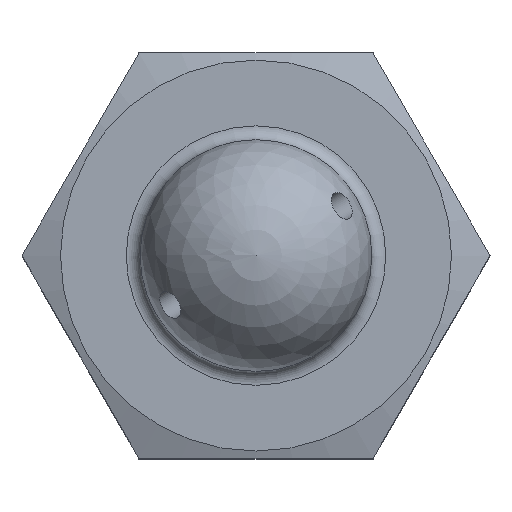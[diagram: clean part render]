
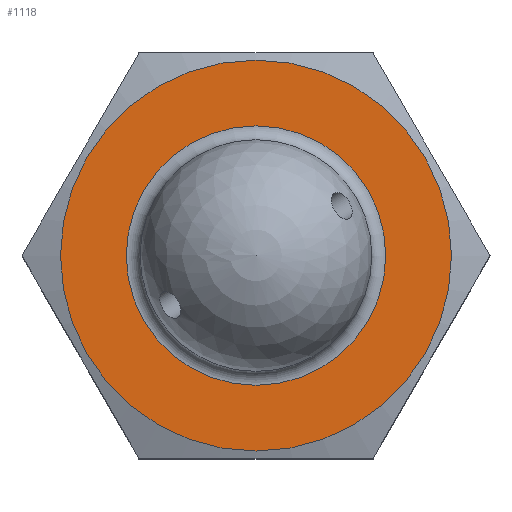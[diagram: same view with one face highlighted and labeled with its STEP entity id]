
A CAD part, top view. The second image highlights one B-rep face of the part: STEP entity #1118.
In plain terms, the highlighted planar face has unit normal (0, 0, 1).
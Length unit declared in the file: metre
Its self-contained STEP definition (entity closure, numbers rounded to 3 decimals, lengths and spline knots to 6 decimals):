
#24=FACE_BOUND('',#399,.T.);
#341=FACE_OUTER_BOUND('',#398,.T.);
#398=EDGE_LOOP('',(#931,#932));
#399=EDGE_LOOP('',(#933,#934));
#442=CIRCLE('',#1280,0.010716);
#443=CIRCLE('',#1281,0.010716);
#444=CIRCLE('',#1283,0.007112);
#445=CIRCLE('',#1284,0.007112);
#548=VERTEX_POINT('',#7013);
#549=VERTEX_POINT('',#7014);
#550=VERTEX_POINT('',#7019);
#551=VERTEX_POINT('',#7020);
#695=EDGE_CURVE('',#548,#549,#442,.T.);
#696=EDGE_CURVE('',#549,#548,#443,.T.);
#698=EDGE_CURVE('',#550,#551,#444,.F.);
#699=EDGE_CURVE('',#551,#550,#445,.F.);
#931=ORIENTED_EDGE('',*,*,#695,.T.);
#932=ORIENTED_EDGE('',*,*,#696,.T.);
#933=ORIENTED_EDGE('',*,*,#698,.T.);
#934=ORIENTED_EDGE('',*,*,#699,.T.);
#1075=PLANE('',#1282);
#1118=ADVANCED_FACE('',(#341,#24),#1075,.T.);
#1280=AXIS2_PLACEMENT_3D('',#7015,#1491,#1492);
#1281=AXIS2_PLACEMENT_3D('',#7016,#1493,#1494);
#1282=AXIS2_PLACEMENT_3D('',#7018,#1496,#1497);
#1283=AXIS2_PLACEMENT_3D('',#7021,#1498,#1499);
#1284=AXIS2_PLACEMENT_3D('',#7022,#1500,#1501);
#1491=DIRECTION('center_axis',(0.,0.,1.));
#1492=DIRECTION('ref_axis',(1.,0.,0.));
#1493=DIRECTION('center_axis',(0.,0.,1.));
#1494=DIRECTION('ref_axis',(1.,0.,0.));
#1496=DIRECTION('center_axis',(0.,0.,1.));
#1497=DIRECTION('ref_axis',(1.,0.,0.));
#1498=DIRECTION('center_axis',(0.,0.,1.));
#1499=DIRECTION('ref_axis',(1.,0.,0.));
#1500=DIRECTION('center_axis',(0.,0.,1.));
#1501=DIRECTION('ref_axis',(1.,0.,0.));
#7013=CARTESIAN_POINT('',(0.010716,0.,0.));
#7014=CARTESIAN_POINT('',(-0.010716,0.,0.));
#7015=CARTESIAN_POINT('Origin',(0.,0.,0.));
#7016=CARTESIAN_POINT('Origin',(0.,0.,0.));
#7018=CARTESIAN_POINT('Origin',(0.,0.,0.));
#7019=CARTESIAN_POINT('',(0.007112,0.,0.));
#7020=CARTESIAN_POINT('',(-0.007112,0.,0.));
#7021=CARTESIAN_POINT('Origin',(0.,0.,0.));
#7022=CARTESIAN_POINT('Origin',(0.,0.,0.));
